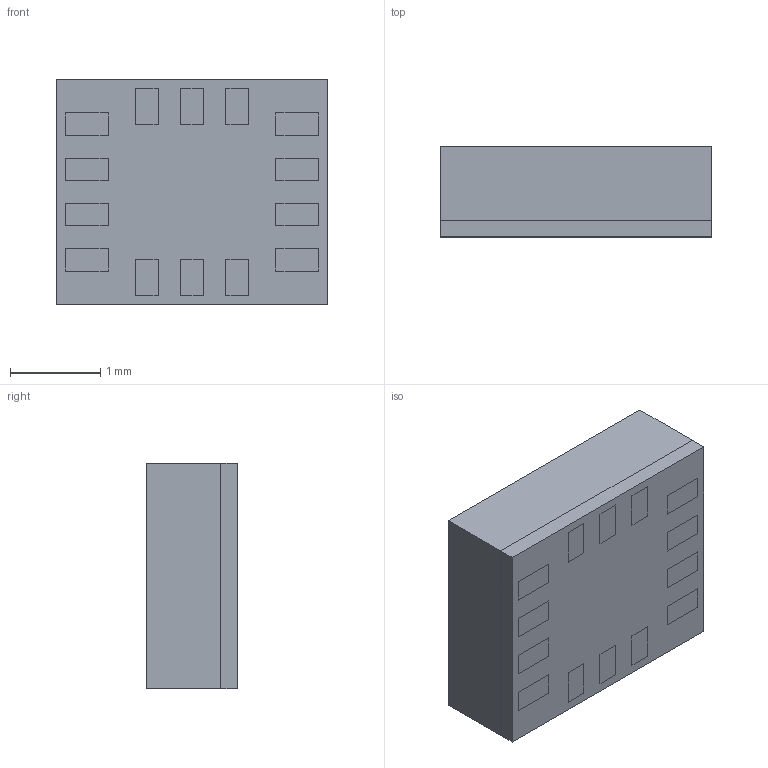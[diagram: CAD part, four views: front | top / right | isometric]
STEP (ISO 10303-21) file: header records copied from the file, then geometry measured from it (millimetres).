
FILE_DESCRIPTION (( 'STEP AP214' ), '1' );
FILE_NAME ('BMX160.STEP', '2021-05-25T13:36:31', ( '' ), ( '' ), 'SwSTEP 2.0', 'SolidWorks 2018', '' );
FILE_SCHEMA (( 'AUTOMOTIVE_DESIGN' ));
Length unit declared in the file: millimetre
Products named in the file (2): BMX160
Bounding box: 3 x 1 x 2.5 mm (x, y, z)
Volume: 7.5 mm3; surface area: 48 mm2
Topology: 16 solids, 16 shells, 166 faces, 360 edges, 240 vertices
Faces by surface type: plane 166
Entity records: 6434 total; most frequent: CARTESIAN_POINT 768, ORIENTED_EDGE 720, DIRECTION 696, EDGE_CURVE 360, LINE 360, VECTOR 360, VERTEX_POINT 240, UNCERTAINTY_MEASURE_WITH_UNIT 184
